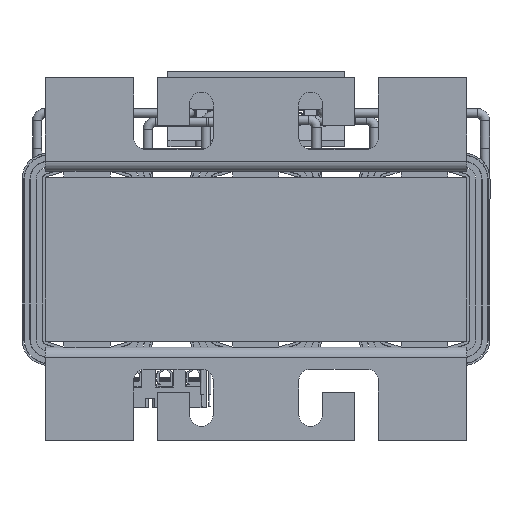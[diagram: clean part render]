
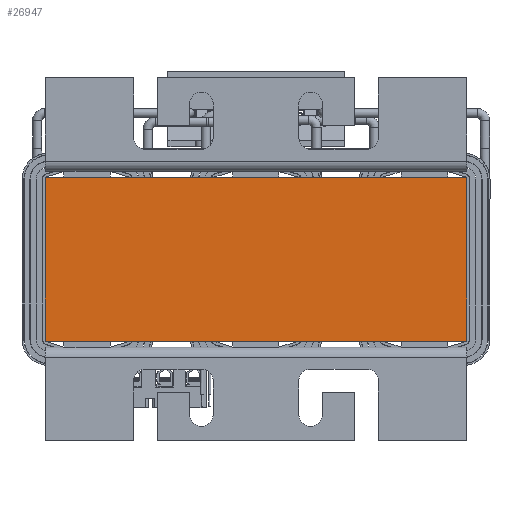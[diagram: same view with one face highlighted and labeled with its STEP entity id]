
A CAD part, front view. The second image highlights one B-rep face of the part: STEP entity #26947.
In plain terms, the highlighted planar face has unit normal (0, -1, 0).
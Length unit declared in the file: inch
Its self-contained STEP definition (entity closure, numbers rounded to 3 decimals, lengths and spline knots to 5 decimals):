
#2504=FACE_OUTER_BOUND('',#4007,.T.);
#4007=EDGE_LOOP('',(#18042,#18043,#18044,#18045));
#5766=LINE('',#38474,#8588);
#5771=LINE('',#38483,#8593);
#5775=LINE('',#38491,#8597);
#5776=LINE('',#38493,#8598);
#8588=VECTOR('',#31226,0.3937);
#8593=VECTOR('',#31233,0.3937);
#8597=VECTOR('',#31241,0.3937);
#8598=VECTOR('',#31244,0.3937);
#11408=VERTEX_POINT('',#38470);
#11410=VERTEX_POINT('',#38473);
#11412=VERTEX_POINT('',#38479);
#11415=VERTEX_POINT('',#38489);
#14031=EDGE_CURVE('',#11410,#11408,#5766,.T.);
#14036=EDGE_CURVE('',#11412,#11410,#5771,.T.);
#14040=EDGE_CURVE('',#11408,#11415,#5775,.T.);
#14041=EDGE_CURVE('',#11415,#11412,#5776,.T.);
#18042=ORIENTED_EDGE('',*,*,#14041,.T.);
#18043=ORIENTED_EDGE('',*,*,#14036,.T.);
#18044=ORIENTED_EDGE('',*,*,#14031,.T.);
#18045=ORIENTED_EDGE('',*,*,#14040,.T.);
#25953=PLANE('',#28980);
#26947=ADVANCED_FACE('',(#2504),#25953,.T.);
#28980=AXIS2_PLACEMENT_3D('',#38492,#31242,#31243);
#31226=DIRECTION('',(1.,0.,0.));
#31233=DIRECTION('',(0.,0.,-1.));
#31241=DIRECTION('',(0.,0.,1.));
#31242=DIRECTION('center_axis',(0.,-1.,0.));
#31243=DIRECTION('ref_axis',(0.,0.,-1.));
#31244=DIRECTION('',(-1.,0.,0.));
#38470=CARTESIAN_POINT('',(7.71526,-0.95864,-1.75));
#38473=CARTESIAN_POINT('',(-1.28474,-0.95864,-1.75));
#38474=CARTESIAN_POINT('',(7.71526,-0.95864,-1.75));
#38479=CARTESIAN_POINT('',(-1.28474,-0.95864,1.75));
#38483=CARTESIAN_POINT('',(-1.28474,-0.95864,0.));
#38489=CARTESIAN_POINT('',(7.71526,-0.95864,1.75));
#38491=CARTESIAN_POINT('',(7.71526,-0.95864,0.));
#38492=CARTESIAN_POINT('Origin',(7.71526,-0.95864,0.));
#38493=CARTESIAN_POINT('',(7.71526,-0.95864,1.75));
